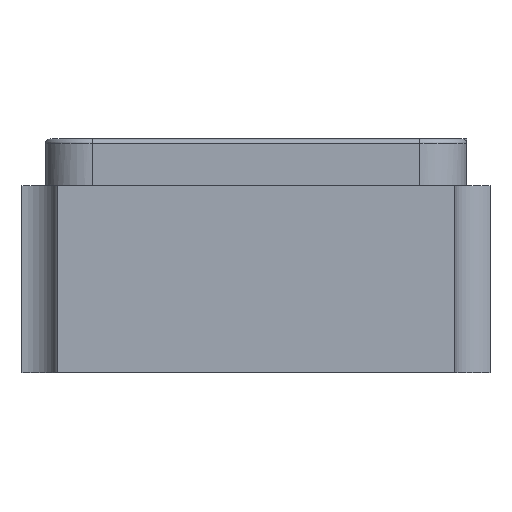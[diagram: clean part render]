
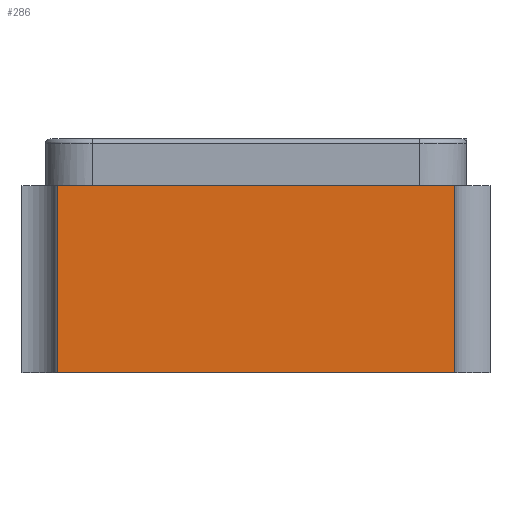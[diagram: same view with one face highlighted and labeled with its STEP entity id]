
A CAD part, left-side view. The second image highlights one B-rep face of the part: STEP entity #286.
In plain terms, the highlighted planar face has unit normal (1, 0, 0).
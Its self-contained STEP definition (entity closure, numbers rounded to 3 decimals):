
#57=(
BOUNDED_CURVE()
B_SPLINE_CURVE(1,(#2413,#2414),.UNSPECIFIED.,.F.,.F.)
B_SPLINE_CURVE_WITH_KNOTS((2,2),(0.,0.4),.UNSPECIFIED.)
CURVE()
GEOMETRIC_REPRESENTATION_ITEM()
RATIONAL_B_SPLINE_CURVE((1.,1.))
REPRESENTATION_ITEM('')
);
#286=ADVANCED_FACE('',(#338),#1068,.T.);
#338=FACE_OUTER_BOUND('',#390,.T.);
#390=EDGE_LOOP('',(#589,#590,#591,#592));
#589=ORIENTED_EDGE('',*,*,#762,.T.);
#590=ORIENTED_EDGE('',*,*,#765,.T.);
#591=ORIENTED_EDGE('',*,*,#764,.F.);
#592=ORIENTED_EDGE('',*,*,#735,.F.);
#735=EDGE_CURVE('',#1005,#1006,#879,.T.);
#762=EDGE_CURVE('',#1005,#1025,#57,.T.);
#764=EDGE_CURVE('',#1006,#1026,#887,.T.);
#765=EDGE_CURVE('',#1025,#1026,#888,.T.);
#879=B_SPLINE_CURVE_WITH_KNOTS('',1,(#2342,#2343),.UNSPECIFIED.,.F.,.F.,
(2,2),(0.,0.85),.UNSPECIFIED.);
#887=B_SPLINE_CURVE_WITH_KNOTS('',1,(#2418,#2419),.UNSPECIFIED.,.F.,.F.,
(2,2),(0.,0.4),.UNSPECIFIED.);
#888=B_SPLINE_CURVE_WITH_KNOTS('',1,(#2420,#2421),.UNSPECIFIED.,.F.,.F.,
(2,2),(4.103,4.953),.UNSPECIFIED.);
#1005=VERTEX_POINT('',#2314);
#1006=VERTEX_POINT('',#2315);
#1025=VERTEX_POINT('',#2334);
#1026=VERTEX_POINT('',#2335);
#1068=PLANE('',#1113);
#1113=AXIS2_PLACEMENT_3D('',#2301,#1141,$);
#1141=DIRECTION('',(1.,0.,0.));
#2301=CARTESIAN_POINT('',(-0.8,0.425,0.01));
#2314=CARTESIAN_POINT('',(-0.8,0.425,0.01));
#2315=CARTESIAN_POINT('',(-0.8,-0.425,0.01));
#2334=CARTESIAN_POINT('',(-0.8,0.425,0.41));
#2335=CARTESIAN_POINT('',(-0.8,-0.425,0.41));
#2342=CARTESIAN_POINT('',(-0.8,0.425,0.01));
#2343=CARTESIAN_POINT('',(-0.8,-0.425,0.01));
#2413=CARTESIAN_POINT('',(-0.8,0.425,0.01));
#2414=CARTESIAN_POINT('',(-0.8,0.425,0.41));
#2418=CARTESIAN_POINT('',(-0.8,-0.425,0.01));
#2419=CARTESIAN_POINT('',(-0.8,-0.425,0.41));
#2420=CARTESIAN_POINT('',(-0.8,0.425,0.41));
#2421=CARTESIAN_POINT('',(-0.8,-0.425,0.41));
